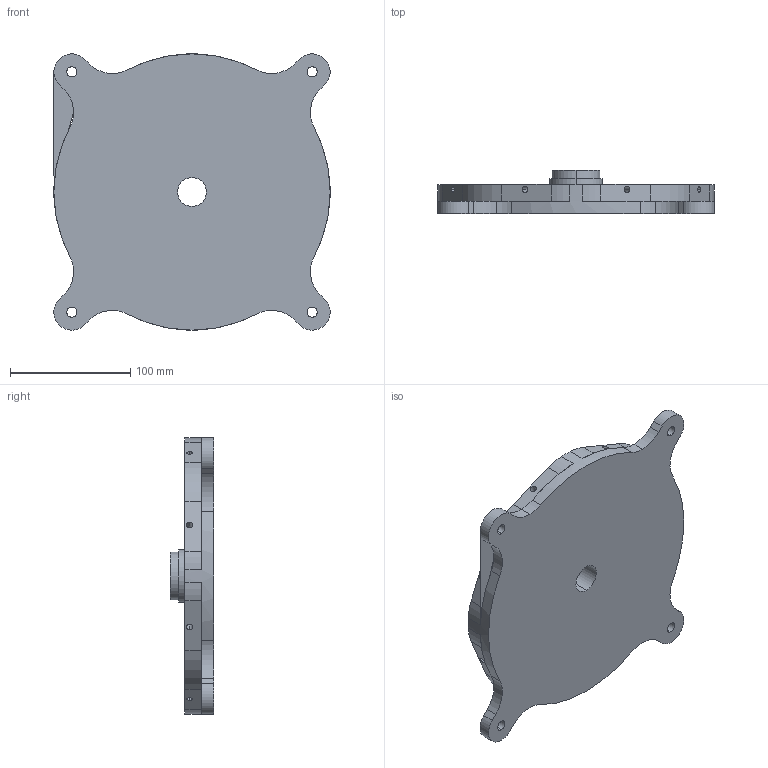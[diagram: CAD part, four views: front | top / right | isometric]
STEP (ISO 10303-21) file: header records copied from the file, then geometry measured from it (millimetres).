
FILE_DESCRIPTION (( 'STEP AP214' ), '1' );
FILE_NAME ('lazy suzan bottom.STEP', '2025-02-01T22:06:56', ( '' ), ( '' ), 'SwSTEP 2.0', 'SolidWorks 2023', '' );
FILE_SCHEMA (( 'AUTOMOTIVE_DESIGN' ));
Length unit declared in the file: millimetre
Products named in the file (1): lazy suzan bottom
Bounding box: 230 x 36 x 230 mm (x, y, z)
Volume: 665606.4 mm3; surface area: 147321 mm2
Topology: 1 solids, 1 shells, 253 faces, 690 edges, 460 vertices
Faces by surface type: cylinder 122, plane 83, cone 48
Entity records: 8279 total; most frequent: DIRECTION 1514, CARTESIAN_POINT 1500, ORIENTED_EDGE 1380, EDGE_CURVE 690, AXIS2_PLACEMENT_3D 602, VERTEX_POINT 460, CIRCLE 348, LINE 310
